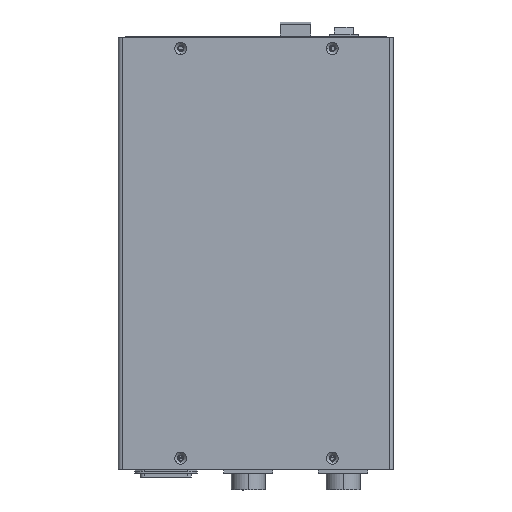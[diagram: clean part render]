
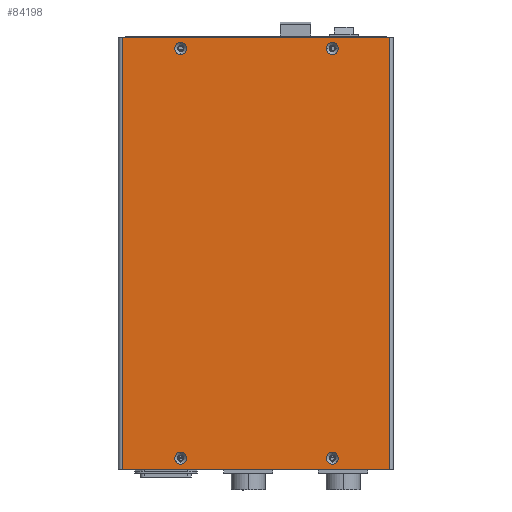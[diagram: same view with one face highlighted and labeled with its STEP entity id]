
A CAD part, left-side view. The second image highlights one B-rep face of the part: STEP entity #84198.
In plain terms, the highlighted planar face has unit normal (-1, 0, 0).
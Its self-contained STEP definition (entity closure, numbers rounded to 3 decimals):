
#507 = CARTESIAN_POINT ( 'NONE',  ( -84.14, 85.016, 176.5 ) ) ;
#936 = CARTESIAN_POINT ( 'NONE',  ( -84.14, 54.191, -45.5 ) ) ;
#1755 = VERTEX_POINT ( 'NONE', #507 ) ;
#5916 = CARTESIAN_POINT ( 'NONE',  ( -84.14, -55.984, 176.5 ) ) ;
#6701 = DIRECTION ( 'NONE',  ( 1., 0., 0. ) ) ;
#7114 = CARTESIAN_POINT ( 'NONE',  ( -84.14, 85.016, -51.5 ) ) ;
#8003 = DIRECTION ( 'NONE',  ( 1., 0., 0. ) ) ;
#8978 = DIRECTION ( 'NONE',  ( 0., -1., 0. ) ) ;
#10486 = ORIENTED_EDGE ( 'NONE', *, *, #22575, .T. ) ;
#12352 = DIRECTION ( 'NONE',  ( 0., 1., 0. ) ) ;
#13114 = EDGE_CURVE ( 'NONE', #30622, #79607, #81166, .T. ) ;
#13435 = VERTEX_POINT ( 'NONE', #44819 ) ;
#15758 = VECTOR ( 'NONE', #88351, 1000. ) ;
#15890 = AXIS2_PLACEMENT_3D ( 'NONE', #94869, #20017, #88872 ) ;
#16875 = CARTESIAN_POINT ( 'NONE',  ( -84.14, 54.191, -48.65 ) ) ;
#16914 = EDGE_CURVE ( 'NONE', #77481, #83367, #47082, .T. ) ;
#18311 = VERTEX_POINT ( 'NONE', #53837 ) ;
#18322 = LINE ( 'NONE', #88154, #61960 ) ;
#18874 = CARTESIAN_POINT ( 'NONE',  ( -84.14, 54.191, 170.5 ) ) ;
#19686 = CARTESIAN_POINT ( 'NONE',  ( -84.14, -25.809, -45.5 ) ) ;
#19928 = AXIS2_PLACEMENT_3D ( 'NONE', #44486, #89065, #67277 ) ;
#20017 = DIRECTION ( 'NONE',  ( -1., 0., 0. ) ) ;
#22147 = ORIENTED_EDGE ( 'NONE', *, *, #87314, .T. ) ;
#22443 = ORIENTED_EDGE ( 'NONE', *, *, #13114, .T. ) ;
#22575 = EDGE_CURVE ( 'NONE', #18311, #86710, #78090, .T. ) ;
#22939 = EDGE_LOOP ( 'NONE', ( #33890, #10486, #41906, #33060 ) ) ;
#27399 = CIRCLE ( 'NONE', #40039, 3.15 ) ;
#27905 = ORIENTED_EDGE ( 'NONE', *, *, #32575, .T. ) ;
#28553 = AXIS2_PLACEMENT_3D ( 'NONE', #82795, #8003, #83278 ) ;
#30280 = CARTESIAN_POINT ( 'NONE',  ( -84.14, 87.016, 176.5 ) ) ;
#30622 = VERTEX_POINT ( 'NONE', #33156 ) ;
#31548 = DIRECTION ( 'NONE',  ( 0., 0., 1. ) ) ;
#32575 = EDGE_CURVE ( 'NONE', #13435, #93860, #94343, .T. ) ;
#33060 = ORIENTED_EDGE ( 'NONE', *, *, #83255, .T. ) ;
#33152 = EDGE_LOOP ( 'NONE', ( #27905, #75745 ) ) ;
#33156 = CARTESIAN_POINT ( 'NONE',  ( -84.14, 54.191, -42.35 ) ) ;
#33890 = ORIENTED_EDGE ( 'NONE', *, *, #86595, .F. ) ;
#35891 = CARTESIAN_POINT ( 'NONE',  ( -84.14, 54.191, 167.35 ) ) ;
#37910 = CARTESIAN_POINT ( 'NONE',  ( -84.14, -25.809, -48.65 ) ) ;
#38170 = VECTOR ( 'NONE', #8978, 1000. ) ;
#38248 = CARTESIAN_POINT ( 'NONE',  ( -84.14, -22.659, 170.5 ) ) ;
#38607 = VECTOR ( 'NONE', #86001, 1000. ) ;
#40039 = AXIS2_PLACEMENT_3D ( 'NONE', #18874, #48125, #41664 ) ;
#40579 = ORIENTED_EDGE ( 'NONE', *, *, #51992, .T. ) ;
#41154 = EDGE_CURVE ( 'NONE', #90650, #91654, #84117, .T. ) ;
#41664 = DIRECTION ( 'NONE',  ( 0., 0., 1. ) ) ;
#41906 = ORIENTED_EDGE ( 'NONE', *, *, #43381, .F. ) ;
#43305 = FACE_BOUND ( 'NONE', #86554, .T. ) ;
#43381 = EDGE_CURVE ( 'NONE', #1755, #86710, #46620, .T. ) ;
#44486 = CARTESIAN_POINT ( 'NONE',  ( -84.14, -25.809, -45.5 ) ) ;
#44819 = CARTESIAN_POINT ( 'NONE',  ( -84.14, -25.809, -42.35 ) ) ;
#45296 = CIRCLE ( 'NONE', #19928, 3.15 ) ;
#46159 = AXIS2_PLACEMENT_3D ( 'NONE', #69223, #85539, #31548 ) ;
#46289 = CARTESIAN_POINT ( 'NONE',  ( -84.14, -25.809, 170.5 ) ) ;
#46620 = LINE ( 'NONE', #30280, #38170 ) ;
#47082 = CIRCLE ( 'NONE', #59777, 3.15 ) ;
#47380 = CARTESIAN_POINT ( 'NONE',  ( -84.14, -55.984, 62.5 ) ) ;
#48125 = DIRECTION ( 'NONE',  ( 1., 0., 0. ) ) ;
#48250 = CIRCLE ( 'NONE', #90974, 3.15 ) ;
#49871 = ORIENTED_EDGE ( 'NONE', *, *, #16914, .T. ) ;
#49934 = DIRECTION ( 'NONE',  ( 1., 0., 0. ) ) ;
#51992 = EDGE_CURVE ( 'NONE', #83367, #77481, #48250, .T. ) ;
#53837 = CARTESIAN_POINT ( 'NONE',  ( -84.14, -55.984, -51.5 ) ) ;
#54763 = ORIENTED_EDGE ( 'NONE', *, *, #41154, .T. ) ;
#55887 = DIRECTION ( 'NONE',  ( 1., 0., 0. ) ) ;
#56362 = AXIS2_PLACEMENT_3D ( 'NONE', #19686, #49934, #73186 ) ;
#58139 = LINE ( 'NONE', #64625, #15758 ) ;
#58668 = FACE_BOUND ( 'NONE', #86732, .T. ) ;
#59777 = AXIS2_PLACEMENT_3D ( 'NONE', #81556, #66714, #82044 ) ;
#60903 = EDGE_CURVE ( 'NONE', #93860, #13435, #45296, .T. ) ;
#61960 = VECTOR ( 'NONE', #12352, 1000. ) ;
#62231 = AXIS2_PLACEMENT_3D ( 'NONE', #936, #55887, #84122 ) ;
#62721 = CARTESIAN_POINT ( 'NONE',  ( -84.14, 54.191, 173.65 ) ) ;
#64169 = FACE_BOUND ( 'NONE', #67498, .T. ) ;
#64625 = CARTESIAN_POINT ( 'NONE',  ( -84.14, 85.016, 62.5 ) ) ;
#64658 = FACE_BOUND ( 'NONE', #33152, .T. ) ;
#66658 = CARTESIAN_POINT ( 'NONE',  ( -84.14, -28.959, 170.5 ) ) ;
#66714 = DIRECTION ( 'NONE',  ( 1., 0., 0. ) ) ;
#67277 = DIRECTION ( 'NONE',  ( 0., 0., 1. ) ) ;
#67311 = ORIENTED_EDGE ( 'NONE', *, *, #73520, .T. ) ;
#67498 = EDGE_LOOP ( 'NONE', ( #49871, #40579 ) ) ;
#67644 = DIRECTION ( 'NONE',  ( 0., -1., 0. ) ) ;
#69223 = CARTESIAN_POINT ( 'NONE',  ( -84.14, 54.191, 170.5 ) ) ;
#69314 = VERTEX_POINT ( 'NONE', #7114 ) ;
#73186 = DIRECTION ( 'NONE',  ( 0., 0., 1. ) ) ;
#73510 = PLANE ( 'NONE',  #15890 ) ;
#73520 = EDGE_CURVE ( 'NONE', #91654, #90650, #27399, .T. ) ;
#75745 = ORIENTED_EDGE ( 'NONE', *, *, #60903, .T. ) ;
#77481 = VERTEX_POINT ( 'NONE', #66658 ) ;
#78090 = LINE ( 'NONE', #47380, #38607 ) ;
#79210 = CIRCLE ( 'NONE', #28553, 3.15 ) ;
#79607 = VERTEX_POINT ( 'NONE', #16875 ) ;
#79991 = FACE_OUTER_BOUND ( 'NONE', #22939, .T. ) ;
#81166 = CIRCLE ( 'NONE', #62231, 3.15 ) ;
#81556 = CARTESIAN_POINT ( 'NONE',  ( -84.14, -25.809, 170.5 ) ) ;
#82044 = DIRECTION ( 'NONE',  ( 0., -1., 0. ) ) ;
#82795 = CARTESIAN_POINT ( 'NONE',  ( -84.14, 54.191, -45.5 ) ) ;
#83255 = EDGE_CURVE ( 'NONE', #1755, #69314, #58139, .T. ) ;
#83278 = DIRECTION ( 'NONE',  ( 0., 0., 1. ) ) ;
#83367 = VERTEX_POINT ( 'NONE', #38248 ) ;
#84117 = CIRCLE ( 'NONE', #46159, 3.15 ) ;
#84122 = DIRECTION ( 'NONE',  ( 0., 0., 1. ) ) ;
#84198 = ADVANCED_FACE ( 'NONE', ( #64169, #43305, #58668, #64658, #79991 ), #73510, .T. ) ;
#85539 = DIRECTION ( 'NONE',  ( 1., 0., 0. ) ) ;
#86001 = DIRECTION ( 'NONE',  ( 0., 0., 1. ) ) ;
#86554 = EDGE_LOOP ( 'NONE', ( #54763, #67311 ) ) ;
#86595 = EDGE_CURVE ( 'NONE', #18311, #69314, #18322, .T. ) ;
#86710 = VERTEX_POINT ( 'NONE', #5916 ) ;
#86732 = EDGE_LOOP ( 'NONE', ( #22443, #22147 ) ) ;
#87314 = EDGE_CURVE ( 'NONE', #79607, #30622, #79210, .T. ) ;
#88154 = CARTESIAN_POINT ( 'NONE',  ( -84.14, 87.016, -51.5 ) ) ;
#88351 = DIRECTION ( 'NONE',  ( 0., 0., -1. ) ) ;
#88872 = DIRECTION ( 'NONE',  ( 0., 0., 1. ) ) ;
#89065 = DIRECTION ( 'NONE',  ( 1., 0., 0. ) ) ;
#90650 = VERTEX_POINT ( 'NONE', #62721 ) ;
#90974 = AXIS2_PLACEMENT_3D ( 'NONE', #46289, #6701, #67644 ) ;
#91654 = VERTEX_POINT ( 'NONE', #35891 ) ;
#93860 = VERTEX_POINT ( 'NONE', #37910 ) ;
#94343 = CIRCLE ( 'NONE', #56362, 3.15 ) ;
#94869 = CARTESIAN_POINT ( 'NONE',  ( -84.14, 14.516, 62.5 ) ) ;
